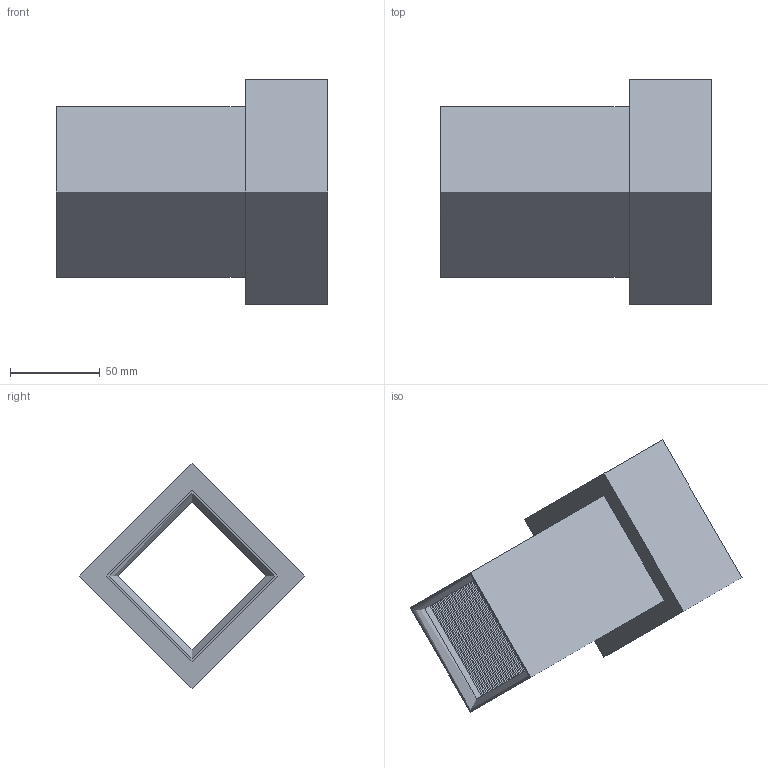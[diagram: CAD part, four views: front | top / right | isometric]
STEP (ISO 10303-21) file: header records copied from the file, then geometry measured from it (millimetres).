
FILE_DESCRIPTION(('FreeCAD Model'),'2;1');
FILE_NAME('Open CASCADE Shape Model','2025-03-14T20:54:05',('Author'),( ''),'Open CASCADE STEP processor 7.6','FreeCAD','Unknown');
FILE_SCHEMA(('AUTOMOTIVE_DESIGN { 1 0 10303 214 1 1 1 1 }'));
Length unit declared in the file: millimetre
Products named in the file (1): 实体
Bounding box: 151 x 125 x 125 mm (x, y, z)
Volume: 400972.9 mm3
Topology: 1 solids, 2 shells, 142 faces, 279 edges, 141 vertices
Faces by surface type: cone 132, cylinder 5, plane 3, revolution 2
Full cylindrical faces by diameter (mm): 82 x2, 92 x1, 95 x1, 125 x1
Entity records: 3546 total; most frequent: DIRECTION 710, CARTESIAN_POINT 565, ORIENTED_EDGE 558, AXIS2_PLACEMENT_3D 286, EDGE_CURVE 279, FACE_BOUND 145, CIRCLE 145, EDGE_LOOP 144
